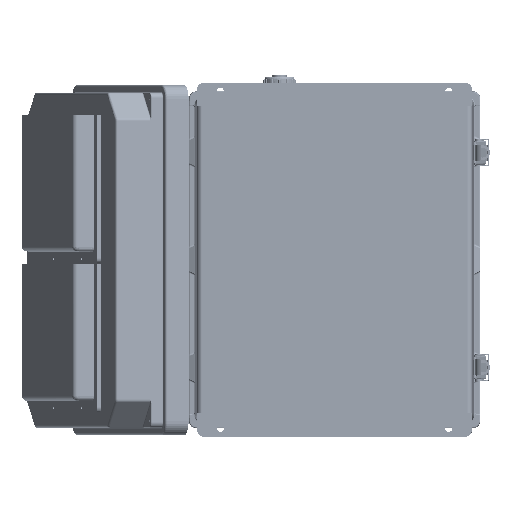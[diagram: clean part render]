
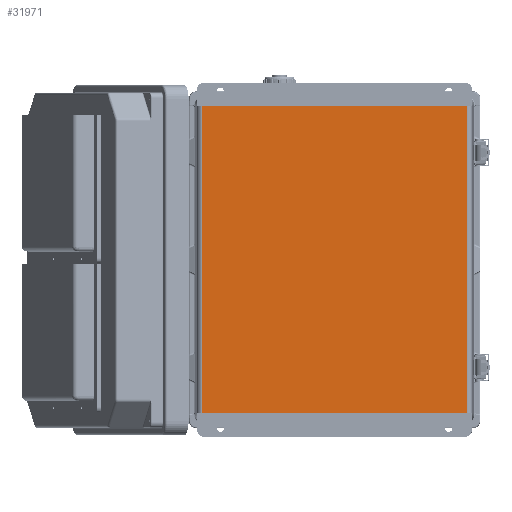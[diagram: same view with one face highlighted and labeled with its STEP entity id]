
A CAD part, front view. The second image highlights one B-rep face of the part: STEP entity #31971.
In plain terms, the highlighted planar face has unit normal (0, -1, 0).
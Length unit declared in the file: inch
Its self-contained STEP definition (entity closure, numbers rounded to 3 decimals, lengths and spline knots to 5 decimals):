
#3832 = DIRECTION ( 'NONE',  ( 0., 0., 1. ) ) ;
#6478 = CARTESIAN_POINT ( 'NONE',  ( 5.78771, 0.05906, -1.04331 ) ) ;
#9273 = CARTESIAN_POINT ( 'NONE',  ( -5.78771, 0.05906, -1.04331 ) ) ;
#12062 = ORIENTED_EDGE ( 'NONE', *, *, #55984, .T. ) ;
#14578 = DIRECTION ( 'NONE',  ( 0., 1., 0. ) ) ;
#18637 = DIRECTION ( 'NONE',  ( 0., 0., 1. ) ) ;
#23302 = VECTOR ( 'NONE', #3832, 39.37008 ) ;
#26583 = CARTESIAN_POINT ( 'NONE',  ( 6.11811, 0.05906, -1.04331 ) ) ;
#27898 = DIRECTION ( 'NONE',  ( -1., 0., 0. ) ) ;
#31158 = CARTESIAN_POINT ( 'NONE',  ( 5.78771, 0.05906, -14.4685 ) ) ;
#31971 = ADVANCED_FACE ( 'NONE', ( #34581 ), #116723, .F. ) ;
#34581 = FACE_OUTER_BOUND ( 'NONE', #84759, .T. ) ;
#36914 = AXIS2_PLACEMENT_3D ( 'NONE', #118050, #14578, #125443 ) ;
#51243 = CARTESIAN_POINT ( 'NONE',  ( 6.11811, 0.05906, -14.4685 ) ) ;
#52419 = CARTESIAN_POINT ( 'NONE',  ( -5.78771, 0.05906, -1.04331 ) ) ;
#55984 = EDGE_CURVE ( 'NONE', #58881, #78775, #108045, .T. ) ;
#57619 = EDGE_CURVE ( 'NONE', #91288, #78775, #60025, .T. ) ;
#58881 = VERTEX_POINT ( 'NONE', #88652 ) ;
#60025 = LINE ( 'NONE', #9273, #105370 ) ;
#64401 = ORIENTED_EDGE ( 'NONE', *, *, #57619, .F. ) ;
#78775 = VERTEX_POINT ( 'NONE', #52419 ) ;
#78823 = DIRECTION ( 'NONE',  ( -1., 0., 0. ) ) ;
#84759 = EDGE_LOOP ( 'NONE', ( #64401, #126163, #131451, #12062 ) ) ;
#88652 = CARTESIAN_POINT ( 'NONE',  ( 5.78771, 0.05906, -1.04331 ) ) ;
#88870 = LINE ( 'NONE', #51243, #102163 ) ;
#89903 = VECTOR ( 'NONE', #27898, 39.37008 ) ;
#91288 = VERTEX_POINT ( 'NONE', #128358 ) ;
#95330 = LINE ( 'NONE', #6478, #23302 ) ;
#101673 = VERTEX_POINT ( 'NONE', #31158 ) ;
#102163 = VECTOR ( 'NONE', #78823, 39.37008 ) ;
#105370 = VECTOR ( 'NONE', #18637, 39.37008 ) ;
#105410 = EDGE_CURVE ( 'NONE', #101673, #58881, #95330, .T. ) ;
#108045 = LINE ( 'NONE', #26583, #89903 ) ;
#110965 = EDGE_CURVE ( 'NONE', #101673, #91288, #88870, .T. ) ;
#116723 = PLANE ( 'NONE',  #36914 ) ;
#118050 = CARTESIAN_POINT ( 'NONE',  ( 6.11811, 0.05906, -1.04331 ) ) ;
#125443 = DIRECTION ( 'NONE',  ( 0., 0., 1. ) ) ;
#126163 = ORIENTED_EDGE ( 'NONE', *, *, #110965, .F. ) ;
#128358 = CARTESIAN_POINT ( 'NONE',  ( -5.78771, 0.05906, -14.4685 ) ) ;
#131451 = ORIENTED_EDGE ( 'NONE', *, *, #105410, .T. ) ;
